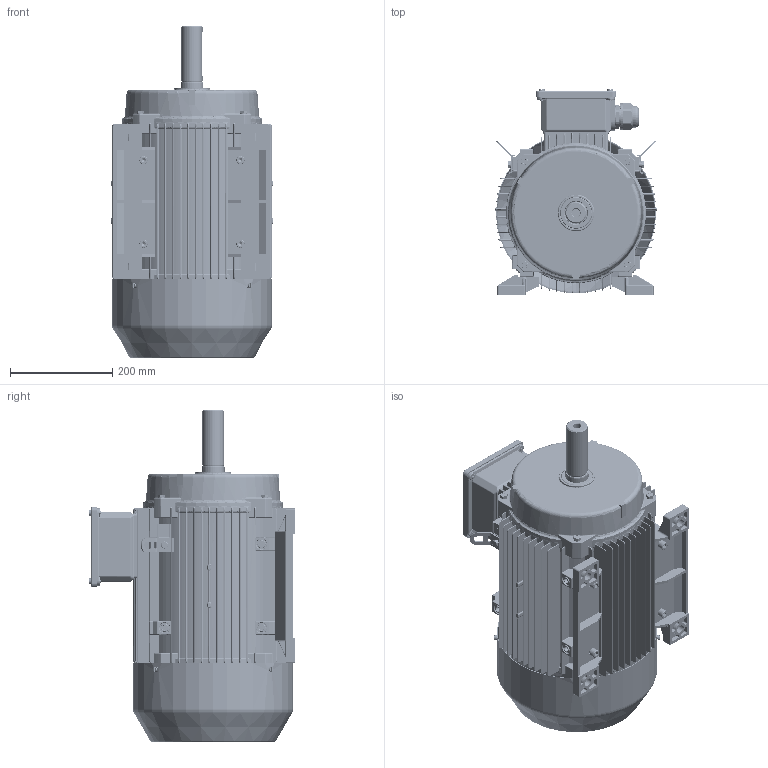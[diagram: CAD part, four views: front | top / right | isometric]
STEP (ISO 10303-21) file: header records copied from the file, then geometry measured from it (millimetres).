
FILE_DESCRIPTION(/* description */ (''),/* implementation_level */ '2;1');
FILE_NAME(/* name */ 'JL-160L-B3.stp',/* time_stamp */ '2018-12-30T15:39:00+08:00',/* author */ (''),/* organization */ (''),/* preprocessor_version */ 'ST-DEVELOPER v16.7',/* originating_system */ 'SIEMENS PLM Software NX 12.0',/* authorisation */ '');
FILE_SCHEMA (('AP203_CONFIGURATION_CONTROLLED_3D_DESIGN_OF_MECHANICAL_PARTS_AND_ASSEMBLIES_MIM_LF { 1 0 10303 403 2 1 2}'));
Length unit declared in the file: millimetre
Products named in the file (1): JL-160L-B3
Bounding box: 316 x 402.7 x 650.91 mm (x, y, z)
Volume: 7181003.1 mm3; surface area: 2816502.1 mm2
Topology: 67 solids, 67 shells, 8950 faces, 23140 edges, 14588 vertices
Faces by surface type: plane 4029, cylinder 2224, bspline 1350, torus 840, cone 259, sphere 248
Full cylindrical faces by diameter (mm): 4.48 x5, 5 x7, 5.3 x5, 5.35 x4, 6 x4, 7.188 x8, 8 x11, 8.58 x2, 9.1 x8, 10 x9, 12.1 x2, 14.785 x2, 16 x5, 18 x2, 27.5 x2, 32.5 x4, 38.75 x12, 40 x4, 41.25 x12, 43.125 x2, 45 x2, 53.125 x2, 62 x2, 260 x1, 263 x2, 311.02 x1, 314.02 x1
Entity records: 332517 total; most frequent: CARTESIAN_POINT 128507, ORIENTED_EDGE 45496, DIRECTION 37264, EDGE_CURVE 22748, VERTEX_POINT 14444, AXIS2_PLACEMENT_3D 12507, LINE 12250, VECTOR 12250
